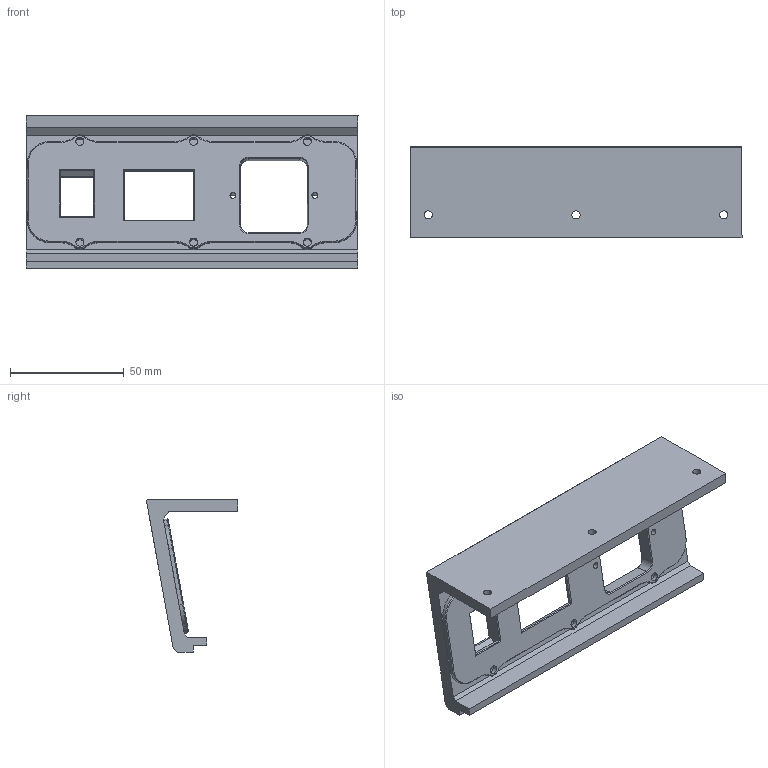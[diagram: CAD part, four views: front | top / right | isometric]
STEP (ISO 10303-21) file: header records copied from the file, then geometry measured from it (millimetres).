
FILE_DESCRIPTION(/* description */ (''),/* implementation_level */ '2;1');
FILE_NAME(/* name */ 'PowerPanelCenterSkirt.step',/* time_stamp */ '2021-07-01T11:58:00-07:00',/* author */ (''),/* organization */ (''),/* preprocessor_version */ 'ST-DEVELOPER v18.1',/* originating_system */ 'Autodesk Translation Framework v10.9.0.1377',/* authorisation */ '');
FILE_SCHEMA (('AUTOMOTIVE_DESIGN { 1 0 10303 214 3 1 1 }'));
Length unit declared in the file: millimetre
Products named in the file (3): PowerPanelCenterSkirt; (FINAL EDIT) TOP SKIRT BASE PART (SKIRT ELECTRON INSERTION); plug_panel_filtered_mains_keystone
Assembly tree (2 placements, depth 2):
  PowerPanelCenterSkirt
    (FINAL EDIT) TOP SKIRT BASE PART (SKIRT ELECTRON INSERTION)
    plug_panel_filtered_mains_keystone
Bounding box: 145.97 x 40.12 x 67 mm (x, y, z)
Volume: 79915.9 mm3; surface area: 40020.7 mm2
Topology: 2 solids, 2 shells, 205 faces, 499 edges, 306 vertices
Faces by surface type: plane 118, cylinder 47, cone 40
Full cylindrical faces by diameter (mm): 2.6 x2, 3.6 x9, 4.7 x6
Entity records: 6068 total; most frequent: DIRECTION 1055, CARTESIAN_POINT 1015, ORIENTED_EDGE 998, EDGE_CURVE 499, LINE 363, VECTOR 363, AXIS2_PLACEMENT_3D 346, VERTEX_POINT 306
